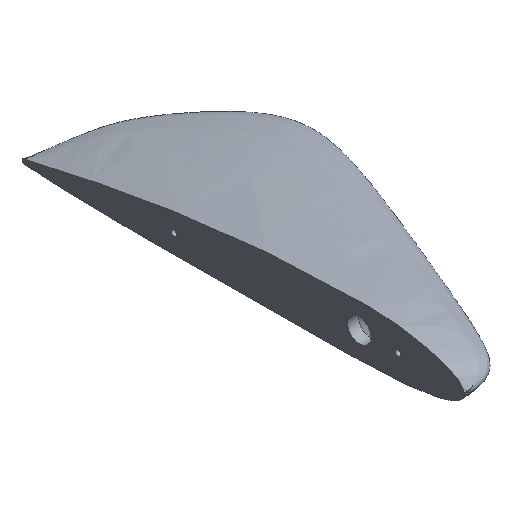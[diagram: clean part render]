
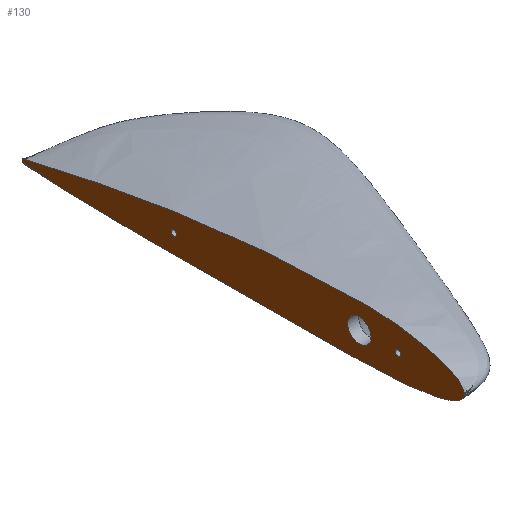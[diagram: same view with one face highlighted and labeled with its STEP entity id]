
A CAD part, isometric view. The second image highlights one B-rep face of the part: STEP entity #130.
In plain terms, the highlighted planar face has unit normal (-1, 0, 0).
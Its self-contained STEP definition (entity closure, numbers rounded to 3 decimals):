
#16=FACE_BOUND('',#45,.T.);
#17=FACE_BOUND('',#46,.T.);
#18=FACE_BOUND('',#47,.T.);
#19=(
BOUNDED_CURVE()
B_SPLINE_CURVE(5,(#231,#232,#233,#234,#235,#236,#237,#238,#239,#240,#241,
#242,#243,#244,#245,#246,#247,#248,#249,#250,#251,#252,#253,#254,#255,#256,
#257,#258,#259,#260,#261,#262,#263,#264,#265,#266,#267,#268,#269,#270),
 .UNSPECIFIED.,.F.,.F.)
B_SPLINE_CURVE_WITH_KNOTS((6,1,1,1,1,1,1,1,1,1,1,1,1,1,1,1,1,1,1,1,1,1,
1,1,1,1,1,1,1,1,1,1,1,1,1,6),(0.,0.029,0.057,
0.086,0.114,0.143,0.171,
0.2,0.229,0.257,0.286,0.314,
0.343,0.371,0.4,0.429,0.457,
0.486,0.514,0.543,0.571,
0.6,0.629,0.657,0.686,0.714,
0.743,0.771,0.8,0.829,0.857,
0.886,0.914,0.943,0.971,
1.),.UNSPECIFIED.)
CURVE()
GEOMETRIC_REPRESENTATION_ITEM()
RATIONAL_B_SPLINE_CURVE((1.,1.,1.,1.,1.,1.,1.,1.,1.,1.,1.,1.,1.,1.,1.,1.,
1.,1.,1.,1.,1.,1.,1.,1.,1.,1.,1.,1.,1.,1.,1.,1.,1.,1.,1.,1.,1.,1.,1.,1.))
REPRESENTATION_ITEM('')
);
#20=(
BOUNDED_CURVE()
B_SPLINE_CURVE(5,(#279,#280,#281,#282,#283,#284,#285,#286,#287,#288,#289,
#290,#291,#292,#293,#294,#295,#296,#297,#298,#299,#300,#301,#302,#303,#304,
#305,#306,#307,#308,#309,#310,#311,#312,#313,#314,#315,#316,#317,#318),
 .UNSPECIFIED.,.F.,.F.)
B_SPLINE_CURVE_WITH_KNOTS((6,1,1,1,1,1,1,1,1,1,1,1,1,1,1,1,1,1,1,1,1,1,
1,1,1,1,1,1,1,1,1,1,1,1,1,6),(0.,0.029,0.057,
0.086,0.114,0.143,0.171,
0.2,0.229,0.257,0.286,0.314,
0.343,0.371,0.4,0.429,0.457,
0.486,0.514,0.543,0.571,
0.6,0.629,0.657,0.686,0.714,
0.743,0.771,0.8,0.829,0.857,
0.886,0.914,0.943,0.971,
1.),.UNSPECIFIED.)
CURVE()
GEOMETRIC_REPRESENTATION_ITEM()
RATIONAL_B_SPLINE_CURVE((1.,1.,1.,1.,1.,1.,1.,1.,1.,1.,1.,1.,1.,1.,1.,1.,
1.,1.,1.,1.,1.,1.,1.,1.,1.,1.,1.,1.,1.,1.,1.,1.,1.,1.,1.,1.,1.,1.,1.,1.))
REPRESENTATION_ITEM('')
);
#21=B_SPLINE_CURVE_WITH_KNOTS('',3,(#226,#227,#228,#229),.UNSPECIFIED.,
 .F.,.F.,(4,4),(-0.12,0.),.UNSPECIFIED.);
#22=B_SPLINE_CURVE_WITH_KNOTS('',3,(#272,#273,#274,#275,#276,#277,#278),
 .UNSPECIFIED.,.F.,.F.,(4,3,4),(0.,0.004,
0.008),.UNSPECIFIED.);
#27=PLANE('',#160);
#35=FACE_OUTER_BOUND('',#44,.T.);
#44=EDGE_LOOP('',(#109,#110,#111,#112));
#45=EDGE_LOOP('',(#113));
#46=EDGE_LOOP('',(#114));
#47=EDGE_LOOP('',(#115));
#57=CIRCLE('',#147,1.);
#59=CIRCLE('',#151,1.);
#63=CIRCLE('',#158,4.225);
#64=VERTEX_POINT('',#199);
#66=VERTEX_POINT('',#206);
#70=VERTEX_POINT('',#219);
#71=VERTEX_POINT('',#224);
#72=VERTEX_POINT('',#225);
#73=VERTEX_POINT('',#230);
#74=VERTEX_POINT('',#271);
#75=EDGE_CURVE('',#64,#64,#57,.T.);
#78=EDGE_CURVE('',#66,#66,#59,.T.);
#84=EDGE_CURVE('',#70,#70,#63,.T.);
#86=EDGE_CURVE('',#71,#72,#21,.T.);
#87=EDGE_CURVE('',#73,#71,#19,.T.);
#88=EDGE_CURVE('',#73,#74,#22,.T.);
#89=EDGE_CURVE('',#74,#72,#20,.T.);
#109=ORIENTED_EDGE('',*,*,#86,.F.);
#110=ORIENTED_EDGE('',*,*,#87,.F.);
#111=ORIENTED_EDGE('',*,*,#88,.T.);
#112=ORIENTED_EDGE('',*,*,#89,.T.);
#113=ORIENTED_EDGE('',*,*,#75,.T.);
#114=ORIENTED_EDGE('',*,*,#78,.T.);
#115=ORIENTED_EDGE('',*,*,#84,.T.);
#130=ADVANCED_FACE('',(#35,#16,#17,#18),#27,.T.);
#147=AXIS2_PLACEMENT_3D('',#200,#165,#166);
#151=AXIS2_PLACEMENT_3D('',#207,#174,#175);
#158=AXIS2_PLACEMENT_3D('',#220,#190,#191);
#160=AXIS2_PLACEMENT_3D('',#223,#195,#196);
#165=DIRECTION('center_axis',(1.,0.,0.));
#166=DIRECTION('ref_axis',(0.,1.,0.));
#174=DIRECTION('center_axis',(1.,0.,0.));
#175=DIRECTION('ref_axis',(0.,1.,0.));
#190=DIRECTION('center_axis',(1.,0.,0.));
#191=DIRECTION('ref_axis',(0.,1.,0.));
#195=DIRECTION('center_axis',(-1.,0.,0.));
#196=DIRECTION('ref_axis',(0.,0.,1.));
#199=CARTESIAN_POINT('',(500.,54.,-3.));
#200=CARTESIAN_POINT('Origin',(500.,55.,-3.));
#206=CARTESIAN_POINT('',(500.,-27.,0.));
#207=CARTESIAN_POINT('Origin',(500.,-26.,0.));
#219=CARTESIAN_POINT('',(500.,-16.225,0.));
#220=CARTESIAN_POINT('Origin',(500.,-12.,0.));
#223=CARTESIAN_POINT('Origin',(500.,15.825,-2.016));
#224=CARTESIAN_POINT('',(500.,109.847,-8.343));
#225=CARTESIAN_POINT('',(500.,109.847,-7.143));
#226=CARTESIAN_POINT('Ctrl Pts',(500.,109.847,-8.343));
#227=CARTESIAN_POINT('Ctrl Pts',(500.,109.88,-7.917));
#228=CARTESIAN_POINT('Ctrl Pts',(500.,109.88,-7.517));
#229=CARTESIAN_POINT('Ctrl Pts',(500.,109.847,-7.143));
#230=CARTESIAN_POINT('',(500.,-50.044,-1.19));
#231=CARTESIAN_POINT('Ctrl Pts',(500.,-50.044,-1.19));
#232=CARTESIAN_POINT('Ctrl Pts',(500.,-50.031,-1.371));
#233=CARTESIAN_POINT('Ctrl Pts',(500.,-49.96,-1.736));
#234=CARTESIAN_POINT('Ctrl Pts',(500.,-49.715,-2.296));
#235=CARTESIAN_POINT('Ctrl Pts',(500.,-49.109,-3.065));
#236=CARTESIAN_POINT('Ctrl Pts',(500.,-47.868,-4.045));
#237=CARTESIAN_POINT('Ctrl Pts',(500.,-46.102,-4.997));
#238=CARTESIAN_POINT('Ctrl Pts',(500.,-43.812,-5.869));
#239=CARTESIAN_POINT('Ctrl Pts',(500.,-41.101,-6.629));
#240=CARTESIAN_POINT('Ctrl Pts',(500.,-38.149,-7.262));
#241=CARTESIAN_POINT('Ctrl Pts',(500.,-35.14,-7.77));
#242=CARTESIAN_POINT('Ctrl Pts',(500.,-32.216,-8.164));
#243=CARTESIAN_POINT('Ctrl Pts',(500.,-29.399,-8.463));
#244=CARTESIAN_POINT('Ctrl Pts',(500.,-26.606,-8.691));
#245=CARTESIAN_POINT('Ctrl Pts',(500.,-23.695,-8.87));
#246=CARTESIAN_POINT('Ctrl Pts',(500.,-20.502,-9.023));
#247=CARTESIAN_POINT('Ctrl Pts',(500.,-16.887,-9.163));
#248=CARTESIAN_POINT('Ctrl Pts',(500.,-12.755,-9.299));
#249=CARTESIAN_POINT('Ctrl Pts',(500.,-8.039,-9.432));
#250=CARTESIAN_POINT('Ctrl Pts',(500.,-2.709,-9.563));
#251=CARTESIAN_POINT('Ctrl Pts',(500.,3.235,-9.686));
#252=CARTESIAN_POINT('Ctrl Pts',(500.,9.764,-9.796));
#253=CARTESIAN_POINT('Ctrl Pts',(500.,16.824,-9.887));
#254=CARTESIAN_POINT('Ctrl Pts',(500.,24.332,-9.955));
#255=CARTESIAN_POINT('Ctrl Pts',(500.,32.186,-9.996));
#256=CARTESIAN_POINT('Ctrl Pts',(500.,40.266,-10.01));
#257=CARTESIAN_POINT('Ctrl Pts',(500.,48.44,-9.995));
#258=CARTESIAN_POINT('Ctrl Pts',(500.,56.569,-9.953));
#259=CARTESIAN_POINT('Ctrl Pts',(500.,64.515,-9.884));
#260=CARTESIAN_POINT('Ctrl Pts',(500.,72.14,-9.79));
#261=CARTESIAN_POINT('Ctrl Pts',(500.,79.316,-9.674));
#262=CARTESIAN_POINT('Ctrl Pts',(500.,85.929,-9.536));
#263=CARTESIAN_POINT('Ctrl Pts',(500.,91.883,-9.379));
#264=CARTESIAN_POINT('Ctrl Pts',(500.,97.104,-9.204));
#265=CARTESIAN_POINT('Ctrl Pts',(500.,101.548,-9.013));
#266=CARTESIAN_POINT('Ctrl Pts',(500.,105.192,-8.807));
#267=CARTESIAN_POINT('Ctrl Pts',(500.,107.46,-8.629));
#268=CARTESIAN_POINT('Ctrl Pts',(500.,108.795,-8.488));
#269=CARTESIAN_POINT('Ctrl Pts',(500.,109.524,-8.392));
#270=CARTESIAN_POINT('Ctrl Pts',(500.,109.847,-8.343));
#271=CARTESIAN_POINT('',(500.,-50.042,-1.11));
#272=CARTESIAN_POINT('Ctrl Pts',(500.,-50.044,-1.19));
#273=CARTESIAN_POINT('Ctrl Pts',(500.,-50.044,-1.176));
#274=CARTESIAN_POINT('Ctrl Pts',(500.,-50.044,-1.162));
#275=CARTESIAN_POINT('Ctrl Pts',(500.,-50.044,-1.148));
#276=CARTESIAN_POINT('Ctrl Pts',(500.,-50.044,-1.135));
#277=CARTESIAN_POINT('Ctrl Pts',(500.,-50.043,-1.122));
#278=CARTESIAN_POINT('Ctrl Pts',(500.,-50.042,-1.11));
#279=CARTESIAN_POINT('Ctrl Pts',(500.,-50.042,-1.11));
#280=CARTESIAN_POINT('Ctrl Pts',(500.,-50.011,-0.866));
#281=CARTESIAN_POINT('Ctrl Pts',(500.,-49.912,-0.384));
#282=CARTESIAN_POINT('Ctrl Pts',(500.,-49.652,0.329));
#283=CARTESIAN_POINT('Ctrl Pts',(500.,-49.083,1.256));
#284=CARTESIAN_POINT('Ctrl Pts',(500.,-47.946,2.383));
#285=CARTESIAN_POINT('Ctrl Pts',(500.,-46.238,3.496));
#286=CARTESIAN_POINT('Ctrl Pts',(500.,-43.827,4.605));
#287=CARTESIAN_POINT('Ctrl Pts',(500.,-40.701,5.692));
#288=CARTESIAN_POINT('Ctrl Pts',(500.,-36.98,6.712));
#289=CARTESIAN_POINT('Ctrl Pts',(500.,-32.857,7.608));
#290=CARTESIAN_POINT('Ctrl Pts',(500.,-28.55,8.33));
#291=CARTESIAN_POINT('Ctrl Pts',(500.,-24.264,8.844));
#292=CARTESIAN_POINT('Ctrl Pts',(500.,-20.135,9.151));
#293=CARTESIAN_POINT('Ctrl Pts',(500.,-16.224,9.282));
#294=CARTESIAN_POINT('Ctrl Pts',(500.,-12.541,9.284));
#295=CARTESIAN_POINT('Ctrl Pts',(500.,-9.046,9.207));
#296=CARTESIAN_POINT('Ctrl Pts',(500.,-5.666,9.096));
#297=CARTESIAN_POINT('Ctrl Pts',(500.,-2.304,8.974));
#298=CARTESIAN_POINT('Ctrl Pts',(500.,1.149,8.848));
#299=CARTESIAN_POINT('Ctrl Pts',(500.,4.804,8.708));
#300=CARTESIAN_POINT('Ctrl Pts',(500.,8.765,8.536));
#301=CARTESIAN_POINT('Ctrl Pts',(500.,13.113,8.311));
#302=CARTESIAN_POINT('Ctrl Pts',(500.,17.903,8.011));
#303=CARTESIAN_POINT('Ctrl Pts',(500.,23.16,7.615));
#304=CARTESIAN_POINT('Ctrl Pts',(500.,28.885,7.103));
#305=CARTESIAN_POINT('Ctrl Pts',(500.,35.056,6.461));
#306=CARTESIAN_POINT('Ctrl Pts',(500.,41.631,5.679));
#307=CARTESIAN_POINT('Ctrl Pts',(500.,48.547,4.753));
#308=CARTESIAN_POINT('Ctrl Pts',(500.,55.724,3.689));
#309=CARTESIAN_POINT('Ctrl Pts',(500.,63.063,2.499));
#310=CARTESIAN_POINT('Ctrl Pts',(500.,70.458,1.207));
#311=CARTESIAN_POINT('Ctrl Pts',(500.,77.793,-0.162));
#312=CARTESIAN_POINT('Ctrl Pts',(500.,84.956,-1.577));
#313=CARTESIAN_POINT('Ctrl Pts',(500.,91.839,-3.009));
#314=CARTESIAN_POINT('Ctrl Pts',(500.,98.35,-4.43));
#315=CARTESIAN_POINT('Ctrl Pts',(500.,103.2,-5.54));
#316=CARTESIAN_POINT('Ctrl Pts',(500.,106.613,-6.351));
#317=CARTESIAN_POINT('Ctrl Pts',(500.,108.786,-6.88));
#318=CARTESIAN_POINT('Ctrl Pts',(500.,109.847,-7.143));
